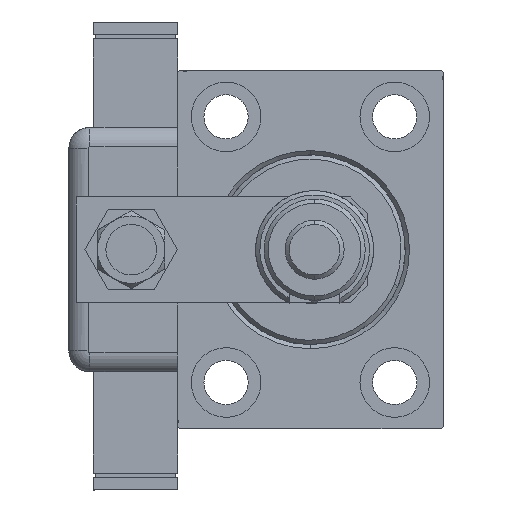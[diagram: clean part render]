
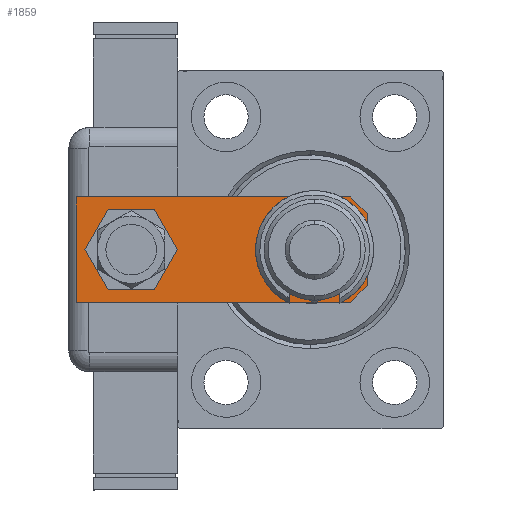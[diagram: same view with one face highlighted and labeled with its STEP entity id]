
A CAD part, left-side view. The second image highlights one B-rep face of the part: STEP entity #1859.
In plain terms, the highlighted face is planar.
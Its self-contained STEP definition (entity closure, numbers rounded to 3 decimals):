
#1859 = ADVANCED_FACE ( 'NONE', ( #12531, #8975, #28289 ), #43465, .F. ) ;
#3795 = DIRECTION ( 'NONE',  ( 0., 0., 1. ) ) ;
#3901 = EDGE_CURVE ( 'NONE', #58069, #43866, #7379, .T. ) ;
#4329 = CARTESIAN_POINT ( 'NONE',  ( 12.5, 0., 0. ) ) ;
#4622 = VECTOR ( 'NONE', #8448, 1000. ) ;
#4930 = EDGE_LOOP ( 'NONE', ( #33692, #9491, #17264, #42156, #46614, #23487 ) ) ;
#6636 = ORIENTED_EDGE ( 'NONE', *, *, #48131, .T. ) ;
#6876 = CARTESIAN_POINT ( 'NONE',  ( 12.5, 69., 0. ) ) ;
#7379 = LINE ( 'NONE', #11814, #32682 ) ;
#7920 = DIRECTION ( 'NONE',  ( 1., 0., 0. ) ) ;
#8448 = DIRECTION ( 'NONE',  ( 0., 1., 0. ) ) ;
#8975 = FACE_BOUND ( 'NONE', #44724, .T. ) ;
#9491 = ORIENTED_EDGE ( 'NONE', *, *, #19996, .T. ) ;
#9988 = VERTEX_POINT ( 'NONE', #10107 ) ;
#10107 = CARTESIAN_POINT ( 'NONE',  ( 8.5, 0., 0. ) ) ;
#11814 = CARTESIAN_POINT ( 'NONE',  ( -12.5, 69., 0. ) ) ;
#12194 = LINE ( 'NONE', #27090, #30901 ) ;
#12444 = CARTESIAN_POINT ( 'NONE',  ( -8.5, 0., 0. ) ) ;
#12463 = DIRECTION ( 'NONE',  ( 1., 0., 0. ) ) ;
#12531 = FACE_OUTER_BOUND ( 'NONE', #4930, .T. ) ;
#13319 = DIRECTION ( 'NONE',  ( 0., 0., 1. ) ) ;
#13389 = CIRCLE ( 'NONE', #43753, 7. ) ;
#13642 = CARTESIAN_POINT ( 'NONE',  ( -12.5, 4., 0. ) ) ;
#13739 = CIRCLE ( 'NONE', #48143, 7. ) ;
#13982 = ORIENTED_EDGE ( 'NONE', *, *, #17503, .T. ) ;
#14180 = ORIENTED_EDGE ( 'NONE', *, *, #50830, .T. ) ;
#14751 = ORIENTED_EDGE ( 'NONE', *, *, #33700, .T. ) ;
#16680 = CARTESIAN_POINT ( 'NONE',  ( -7., 56., 0. ) ) ;
#16900 = CARTESIAN_POINT ( 'NONE',  ( 12.5, 69., 0. ) ) ;
#17264 = ORIENTED_EDGE ( 'NONE', *, *, #3901, .F. ) ;
#17503 = EDGE_CURVE ( 'NONE', #28250, #25713, #13739, .T. ) ;
#18657 = CARTESIAN_POINT ( 'NONE',  ( -12.5, 69., 0. ) ) ;
#19926 = VECTOR ( 'NONE', #50769, 1000. ) ;
#19996 = EDGE_CURVE ( 'NONE', #62109, #43866, #60583, .T. ) ;
#22304 = CARTESIAN_POINT ( 'NONE',  ( -12.5, 0., 0. ) ) ;
#23487 = ORIENTED_EDGE ( 'NONE', *, *, #55552, .T. ) ;
#25713 = VERTEX_POINT ( 'NONE', #16680 ) ;
#25772 = DIRECTION ( 'NONE',  ( 0., -1., 0. ) ) ;
#25871 = CARTESIAN_POINT ( 'NONE',  ( 12.5, 4., 0. ) ) ;
#26317 = CARTESIAN_POINT ( 'NONE',  ( 7., 12.5, 0. ) ) ;
#26426 = LINE ( 'NONE', #16900, #39990 ) ;
#27090 = CARTESIAN_POINT ( 'NONE',  ( 12.5, 4., 0. ) ) ;
#27224 = DIRECTION ( 'NONE',  ( 1., 0., 0. ) ) ;
#27552 = CARTESIAN_POINT ( 'NONE',  ( 0., 56., 0. ) ) ;
#28250 = VERTEX_POINT ( 'NONE', #57588 ) ;
#28289 = FACE_BOUND ( 'NONE', #50364, .T. ) ;
#29187 = VERTEX_POINT ( 'NONE', #6876 ) ;
#30901 = VECTOR ( 'NONE', #31827, 1000. ) ;
#31827 = DIRECTION ( 'NONE',  ( -0.707, -0.707, 0. ) ) ;
#31846 = DIRECTION ( 'NONE',  ( 0., 0., 1. ) ) ;
#32682 = VECTOR ( 'NONE', #25772, 1000. ) ;
#33193 = VERTEX_POINT ( 'NONE', #25871 ) ;
#33692 = ORIENTED_EDGE ( 'NONE', *, *, #60252, .F. ) ;
#33700 = EDGE_CURVE ( 'NONE', #25713, #28250, #13389, .T. ) ;
#35003 = CARTESIAN_POINT ( 'NONE',  ( -8.5, 0., 0. ) ) ;
#37376 = CARTESIAN_POINT ( 'NONE',  ( 0., 12.5, 0. ) ) ;
#39821 = AXIS2_PLACEMENT_3D ( 'NONE', #37376, #13319, #51961 ) ;
#39990 = VECTOR ( 'NONE', #59993, 1000. ) ;
#40603 = VERTEX_POINT ( 'NONE', #54417 ) ;
#41266 = DIRECTION ( 'NONE',  ( 0., 0., 1. ) ) ;
#41605 = DIRECTION ( 'NONE',  ( 1., 0., 0. ) ) ;
#42156 = ORIENTED_EDGE ( 'NONE', *, *, #59355, .F. ) ;
#42224 = CARTESIAN_POINT ( 'NONE',  ( 0., 56., 0. ) ) ;
#42629 = LINE ( 'NONE', #4329, #4622 ) ;
#43465 = PLANE ( 'NONE',  #54874 ) ;
#43637 = VERTEX_POINT ( 'NONE', #26317 ) ;
#43753 = AXIS2_PLACEMENT_3D ( 'NONE', #42224, #41266, #12463 ) ;
#43762 = AXIS2_PLACEMENT_3D ( 'NONE', #47174, #3795, #27224 ) ;
#43866 = VERTEX_POINT ( 'NONE', #13642 ) ;
#44724 = EDGE_LOOP ( 'NONE', ( #14751, #13982 ) ) ;
#46614 = ORIENTED_EDGE ( 'NONE', *, *, #59142, .F. ) ;
#47174 = CARTESIAN_POINT ( 'NONE',  ( 0., 12.5, 0. ) ) ;
#47609 = DIRECTION ( 'NONE',  ( 1., 0., 0. ) ) ;
#47920 = CARTESIAN_POINT ( 'NONE',  ( 0., 0., 0. ) ) ;
#48131 = EDGE_CURVE ( 'NONE', #40603, #43637, #58908, .T. ) ;
#48143 = AXIS2_PLACEMENT_3D ( 'NONE', #27552, #52575, #7920 ) ;
#48151 = VECTOR ( 'NONE', #41605, 1000. ) ;
#50364 = EDGE_LOOP ( 'NONE', ( #6636, #14180 ) ) ;
#50769 = DIRECTION ( 'NONE',  ( -0.707, 0.707, 0. ) ) ;
#50830 = EDGE_CURVE ( 'NONE', #43637, #40603, #52006, .T. ) ;
#51961 = DIRECTION ( 'NONE',  ( 1., 0., 0. ) ) ;
#52006 = CIRCLE ( 'NONE', #39821, 7. ) ;
#52575 = DIRECTION ( 'NONE',  ( 0., 0., 1. ) ) ;
#52709 = LINE ( 'NONE', #22304, #48151 ) ;
#54417 = CARTESIAN_POINT ( 'NONE',  ( -7., 12.5, 0. ) ) ;
#54874 = AXIS2_PLACEMENT_3D ( 'NONE', #47920, #31846, #47609 ) ;
#55552 = EDGE_CURVE ( 'NONE', #33193, #9988, #12194, .T. ) ;
#57588 = CARTESIAN_POINT ( 'NONE',  ( 7., 56., 0. ) ) ;
#58069 = VERTEX_POINT ( 'NONE', #18657 ) ;
#58908 = CIRCLE ( 'NONE', #43762, 7. ) ;
#59142 = EDGE_CURVE ( 'NONE', #33193, #29187, #42629, .T. ) ;
#59355 = EDGE_CURVE ( 'NONE', #29187, #58069, #26426, .T. ) ;
#59993 = DIRECTION ( 'NONE',  ( -1., 0., 0. ) ) ;
#60252 = EDGE_CURVE ( 'NONE', #62109, #9988, #52709, .T. ) ;
#60583 = LINE ( 'NONE', #12444, #19926 ) ;
#62109 = VERTEX_POINT ( 'NONE', #35003 ) ;
